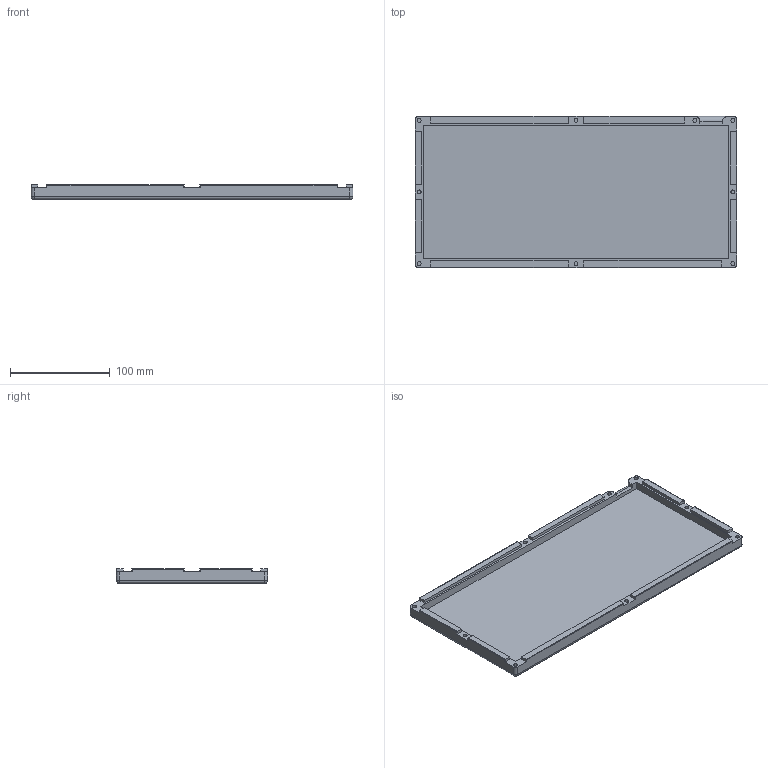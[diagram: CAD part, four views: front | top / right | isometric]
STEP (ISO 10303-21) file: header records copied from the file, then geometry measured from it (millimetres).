
FILE_DESCRIPTION(/* description */ ('STEP AP242','CAx-IF Rec.Pracs.---Representation and Presentation of Product Manufacturing Information (PMI)---4.0---2014-10-13','CAx-IF Rec.Pracs.---3D Tessellated Geometry---0.4---2014-09-14','2;1'),/* implementation_level */ '2;1');
FILE_NAME(/* name */ '6846548ce97b2d1c16df134e',/* time_stamp */ '2025-06-09T03:27:08Z',/* author */ (''),/* organization */ (''),/* preprocessor_version */ 'ST-DEVELOPER v20',/* originating_system */ 'ONSHAPE BY PTC INC, 1.199',/* authorisation */ ' ');
FILE_SCHEMA (('AP242_MANAGED_MODEL_BASED_3D_ENGINEERING_MIM_LF { 1 0 10303 442 1 1 4 }'));
Length unit declared in the file: metre
Products named in the file (1): Left Case Base
Bounding box: 322.49 x 151.54 x 15 mm (x, y, z)
Volume: 269196.8 mm3; surface area: 120103.3 mm2
Topology: 1 solids, 1 shells, 104 faces, 251 edges, 154 vertices
Faces by surface type: plane 56, cylinder 44, sphere 4
Full cylindrical faces by diameter (mm): 4 x9
Entity records: 2942 total; most frequent: DIRECTION 518, CARTESIAN_POINT 497, ORIENTED_EDGE 476, EDGE_CURVE 238, AXIS2_PLACEMENT_3D 175, LINE 168, VECTOR 168, VERTEX_POINT 154
